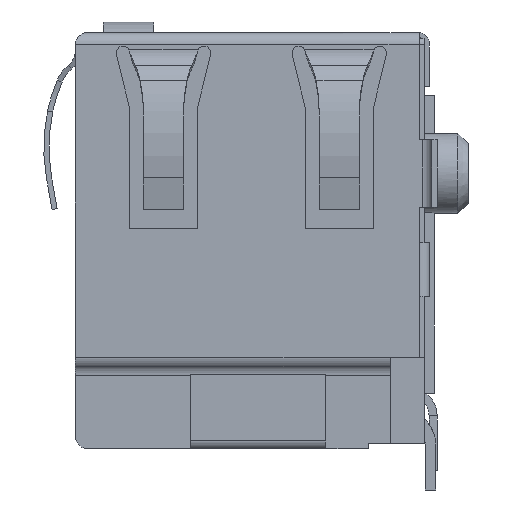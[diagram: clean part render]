
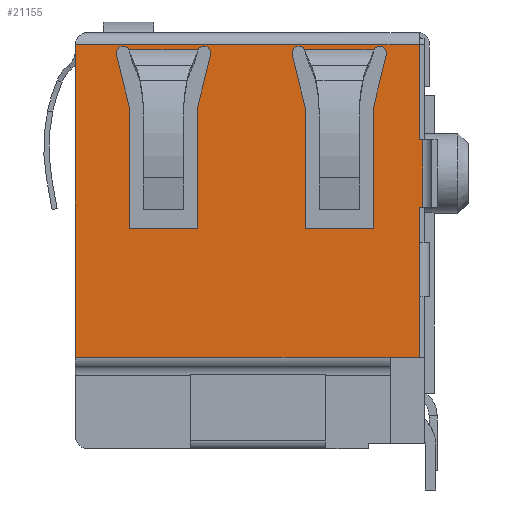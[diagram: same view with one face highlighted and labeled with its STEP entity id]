
A CAD part, left-side view. The second image highlights one B-rep face of the part: STEP entity #21155.
In plain terms, the highlighted planar face has unit normal (-1, 0, 0).
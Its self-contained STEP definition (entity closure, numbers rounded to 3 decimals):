
#76=DIRECTION('',(0.,0.,1.));
#77=VECTOR('',#76,11.74);
#78=CARTESIAN_POINT('',(-8.13,13.47,-12.19));
#79=LINE('',#78,#77);
#6876=DIRECTION('',(0.,-1.,0.));
#6877=VECTOR('',#6876,0.13);
#6878=CARTESIAN_POINT('',(-8.13,0.57,-6.56));
#6879=LINE('',#6878,#6877);
#6936=CARTESIAN_POINT('',(-8.13,5.089,-0.76));
#6937=DIRECTION('',(-1.,0.,0.));
#6938=DIRECTION('',(0.,-0.877,0.48));
#6939=AXIS2_PLACEMENT_3D('',#6936,#6937,#6938);
#6941=DIRECTION('',(0.,-0.237,-0.972));
#6942=VECTOR('',#6941,2.039);
#6943=CARTESIAN_POINT('',(-8.13,5.332,-0.819));
#6944=LINE('',#6943,#6942);
#6945=DIRECTION('',(0.,0.,-1.));
#6946=VECTOR('',#6945,4.57);
#6947=CARTESIAN_POINT('',(-8.13,4.849,-2.8));
#6948=LINE('',#6947,#6946);
#6949=DIRECTION('',(0.,-1.,0.));
#6950=VECTOR('',#6949,2.57);
#6951=CARTESIAN_POINT('',(-8.13,4.849,-7.37));
#6952=LINE('',#6951,#6950);
#6953=DIRECTION('',(0.,0.,1.));
#6954=VECTOR('',#6953,4.57);
#6955=CARTESIAN_POINT('',(-8.13,2.279,-7.37));
#6956=LINE('',#6955,#6954);
#6957=DIRECTION('',(0.,-0.237,0.972));
#6958=VECTOR('',#6957,2.039);
#6959=CARTESIAN_POINT('',(-8.13,2.279,-2.8));
#6960=LINE('',#6959,#6958);
#6961=CARTESIAN_POINT('',(-8.13,2.039,-0.76));
#6962=DIRECTION('',(-1.,0.,0.));
#6963=DIRECTION('',(0.,-0.972,-0.237));
#6964=AXIS2_PLACEMENT_3D('',#6961,#6962,#6963);
#6966=DIRECTION('',(0.,1.,0.));
#6967=VECTOR('',#6966,2.611);
#6968=CARTESIAN_POINT('',(-8.13,2.258,-0.64));
#6969=LINE('',#6968,#6967);
#6970=CARTESIAN_POINT('',(-8.13,11.689,-0.76));
#6971=DIRECTION('',(-1.,0.,0.));
#6972=DIRECTION('',(0.,-0.877,0.48));
#6973=AXIS2_PLACEMENT_3D('',#6970,#6971,#6972);
#6975=DIRECTION('',(0.,-0.237,-0.972));
#6976=VECTOR('',#6975,2.039);
#6977=CARTESIAN_POINT('',(-8.13,11.932,-0.819));
#6978=LINE('',#6977,#6976);
#6979=DIRECTION('',(0.,0.,-1.));
#6980=VECTOR('',#6979,4.57);
#6981=CARTESIAN_POINT('',(-8.13,11.449,-2.8));
#6982=LINE('',#6981,#6980);
#6983=DIRECTION('',(0.,-1.,0.));
#6984=VECTOR('',#6983,2.57);
#6985=CARTESIAN_POINT('',(-8.13,11.449,-7.37));
#6986=LINE('',#6985,#6984);
#6987=DIRECTION('',(0.,0.,1.));
#6988=VECTOR('',#6987,4.57);
#6989=CARTESIAN_POINT('',(-8.13,8.879,-7.37));
#6990=LINE('',#6989,#6988);
#6991=DIRECTION('',(0.,-0.237,0.972));
#6992=VECTOR('',#6991,2.039);
#6993=CARTESIAN_POINT('',(-8.13,8.879,-2.8));
#6994=LINE('',#6993,#6992);
#6995=CARTESIAN_POINT('',(-8.13,8.639,-0.76));
#6996=DIRECTION('',(-1.,0.,0.));
#6997=DIRECTION('',(0.,-0.972,-0.237));
#6998=AXIS2_PLACEMENT_3D('',#6995,#6996,#6997);
#7000=DIRECTION('',(0.,1.,0.));
#7001=VECTOR('',#7000,2.611);
#7002=CARTESIAN_POINT('',(-8.13,8.858,-0.64));
#7003=LINE('',#7002,#7001);
#7004=DIRECTION('',(0.,0.,1.));
#7005=VECTOR('',#7004,2.28);
#7006=CARTESIAN_POINT('',(-8.13,0.57,-12.19));
#7007=LINE('',#7006,#7005);
#7008=DIRECTION('',(0.,1.,0.));
#7009=VECTOR('',#7008,1.08);
#7010=CARTESIAN_POINT('',(-8.13,0.57,-12.19));
#7011=LINE('',#7010,#7009);
#7012=DIRECTION('',(0.,-1.,0.));
#7013=VECTOR('',#7012,11.82);
#7014=CARTESIAN_POINT('',(-8.13,13.47,-12.19));
#7015=LINE('',#7014,#7013);
#7016=DIRECTION('',(0.,0.,1.));
#7017=VECTOR('',#7016,3.57);
#7018=CARTESIAN_POINT('',(-8.13,0.57,-4.02));
#7019=LINE('',#7018,#7017);
#7020=DIRECTION('',(0.,0.,1.));
#7021=VECTOR('',#7020,1.32);
#7022=CARTESIAN_POINT('',(-8.13,0.57,-7.88));
#7023=LINE('',#7022,#7021);
#7024=DIRECTION('',(0.,0.,1.));
#7025=VECTOR('',#7024,2.03);
#7026=CARTESIAN_POINT('',(-8.13,0.57,-9.91));
#7027=LINE('',#7026,#7025);
#8198=DIRECTION('',(0.,-1.,0.));
#8199=VECTOR('',#8198,12.9);
#8200=CARTESIAN_POINT('',(-8.13,13.47,-0.45));
#8201=LINE('',#8200,#8199);
#8239=DIRECTION('',(0.,-1.,0.));
#8240=VECTOR('',#8239,0.13);
#8241=CARTESIAN_POINT('',(-8.13,0.57,-4.02));
#8242=LINE('',#8241,#8240);
#8293=DIRECTION('',(0.,0.,1.));
#8294=VECTOR('',#8293,2.54);
#8295=CARTESIAN_POINT('',(-8.13,0.44,-6.56));
#8296=LINE('',#8295,#8294);
#8867=CARTESIAN_POINT('',(-8.13,13.47,-12.19));
#8868=VERTEX_POINT('',#8867);
#8869=CARTESIAN_POINT('',(-8.13,13.47,-0.45));
#8871=VERTEX_POINT('',#8869);
#8975=CARTESIAN_POINT('',(-8.13,2.279,-7.37));
#8976=CARTESIAN_POINT('',(-8.13,2.279,-2.8));
#8977=VERTEX_POINT('',#8975);
#8978=VERTEX_POINT('',#8976);
#8979=CARTESIAN_POINT('',(-8.13,1.796,-0.819));
#8980=VERTEX_POINT('',#8979);
#8981=CARTESIAN_POINT('',(-8.13,5.332,-0.819));
#8982=CARTESIAN_POINT('',(-8.13,4.849,-2.8));
#8983=VERTEX_POINT('',#8981);
#8984=VERTEX_POINT('',#8982);
#8985=CARTESIAN_POINT('',(-8.13,4.849,-7.37));
#8986=VERTEX_POINT('',#8985);
#9047=CARTESIAN_POINT('',(-8.13,8.879,-7.37));
#9048=CARTESIAN_POINT('',(-8.13,8.879,-2.8));
#9049=VERTEX_POINT('',#9047);
#9050=VERTEX_POINT('',#9048);
#9051=CARTESIAN_POINT('',(-8.13,8.396,-0.819));
#9052=VERTEX_POINT('',#9051);
#9053=CARTESIAN_POINT('',(-8.13,11.932,-0.819));
#9054=CARTESIAN_POINT('',(-8.13,11.449,-2.8));
#9055=VERTEX_POINT('',#9053);
#9056=VERTEX_POINT('',#9054);
#9057=CARTESIAN_POINT('',(-8.13,11.449,-7.37));
#9058=VERTEX_POINT('',#9057);
#9165=CARTESIAN_POINT('',(-8.13,2.258,-0.64));
#9166=CARTESIAN_POINT('',(-8.13,4.87,-0.64));
#9167=VERTEX_POINT('',#9165);
#9168=VERTEX_POINT('',#9166);
#9300=CARTESIAN_POINT('',(-8.13,8.858,-0.64));
#9301=CARTESIAN_POINT('',(-8.13,11.47,-0.64));
#9302=VERTEX_POINT('',#9300);
#9303=VERTEX_POINT('',#9301);
#9493=CARTESIAN_POINT('',(-8.13,0.57,-0.45));
#9494=VERTEX_POINT('',#9493);
#9535=CARTESIAN_POINT('',(-8.13,1.65,-12.19));
#9536=VERTEX_POINT('',#9535);
#9537=CARTESIAN_POINT('',(-8.13,0.57,-12.19));
#9538=VERTEX_POINT('',#9537);
#9595=CARTESIAN_POINT('',(-8.13,0.57,-6.56));
#9597=VERTEX_POINT('',#9595);
#9603=CARTESIAN_POINT('',(-8.13,0.57,-4.02));
#9605=VERTEX_POINT('',#9603);
#9611=CARTESIAN_POINT('',(-8.13,0.44,-6.56));
#9612=VERTEX_POINT('',#9611);
#9613=CARTESIAN_POINT('',(-8.13,0.44,-4.02));
#9614=VERTEX_POINT('',#9613);
#11001=CARTESIAN_POINT('',(-8.13,0.57,-9.91));
#11002=CARTESIAN_POINT('',(-8.13,0.57,-7.88));
#11003=VERTEX_POINT('',#11001);
#11004=VERTEX_POINT('',#11002);
#21095=CARTESIAN_POINT('',(-8.13,13.47,-12.19));
#21096=DIRECTION('',(-1.,0.,0.));
#21097=DIRECTION('',(0.,0.,1.));
#21098=AXIS2_PLACEMENT_3D('',#21095,#21096,#21097);
#21099=PLANE('',#21098);
#21100=ORIENTED_EDGE('',*,*,#19905,.F.);
#21102=ORIENTED_EDGE('',*,*,#21101,.T.);
#21104=ORIENTED_EDGE('',*,*,#21103,.F.);
#21105=ORIENTED_EDGE('',*,*,#11400,.T.);
#21107=ORIENTED_EDGE('',*,*,#21106,.T.);
#21108=ORIENTED_EDGE('',*,*,#19921,.F.);
#21110=ORIENTED_EDGE('',*,*,#21109,.T.);
#21112=ORIENTED_EDGE('',*,*,#21111,.F.);
#21113=ORIENTED_EDGE('',*,*,#21056,.F.);
#21114=ORIENTED_EDGE('',*,*,#19913,.F.);
#21116=ORIENTED_EDGE('',*,*,#21115,.F.);
#21117=EDGE_LOOP('',(#21100,#21102,#21104,#21105,#21107,#21108,#21110,#21112,
#21113,#21114,#21116));
#21118=FACE_OUTER_BOUND('',#21117,.F.);
#21120=ORIENTED_EDGE('',*,*,#21119,.T.);
#21122=ORIENTED_EDGE('',*,*,#21121,.T.);
#21124=ORIENTED_EDGE('',*,*,#21123,.T.);
#21126=ORIENTED_EDGE('',*,*,#21125,.T.);
#21128=ORIENTED_EDGE('',*,*,#21127,.T.);
#21130=ORIENTED_EDGE('',*,*,#21129,.T.);
#21132=ORIENTED_EDGE('',*,*,#21131,.T.);
#21134=ORIENTED_EDGE('',*,*,#21133,.T.);
#21135=EDGE_LOOP('',(#21120,#21122,#21124,#21126,#21128,#21130,#21132,#21134));
#21136=FACE_BOUND('',#21135,.F.);
#21138=ORIENTED_EDGE('',*,*,#21137,.T.);
#21140=ORIENTED_EDGE('',*,*,#21139,.T.);
#21142=ORIENTED_EDGE('',*,*,#21141,.T.);
#21144=ORIENTED_EDGE('',*,*,#21143,.T.);
#21146=ORIENTED_EDGE('',*,*,#21145,.T.);
#21148=ORIENTED_EDGE('',*,*,#21147,.T.);
#21150=ORIENTED_EDGE('',*,*,#21149,.T.);
#21152=ORIENTED_EDGE('',*,*,#21151,.T.);
#21153=EDGE_LOOP('',(#21138,#21140,#21142,#21144,#21146,#21148,#21150,#21152));
#21154=FACE_BOUND('',#21153,.F.);
#21155=ADVANCED_FACE('',(#21118,#21136,#21154),#21099,.T.);
#6940=CIRCLE('',#6939,0.25);
#6965=CIRCLE('',#6964,0.25);
#6974=CIRCLE('',#6973,0.25);
#6999=CIRCLE('',#6998,0.25);
#11400=EDGE_CURVE('',#8868,#8871,#79,.T.);
#19905=EDGE_CURVE('',#9538,#11003,#7007,.T.);
#19913=EDGE_CURVE('',#11004,#9597,#7023,.T.);
#19921=EDGE_CURVE('',#9605,#9494,#7019,.T.);
#21056=EDGE_CURVE('',#9597,#9612,#6879,.T.);
#21101=EDGE_CURVE('',#9538,#9536,#7011,.T.);
#21103=EDGE_CURVE('',#8868,#9536,#7015,.T.);
#21106=EDGE_CURVE('',#8871,#9494,#8201,.T.);
#21109=EDGE_CURVE('',#9605,#9614,#8242,.T.);
#21111=EDGE_CURVE('',#9612,#9614,#8296,.T.);
#21115=EDGE_CURVE('',#11003,#11004,#7027,.T.);
#21119=EDGE_CURVE('',#9168,#8983,#6940,.T.);
#21121=EDGE_CURVE('',#8983,#8984,#6944,.T.);
#21123=EDGE_CURVE('',#8984,#8986,#6948,.T.);
#21125=EDGE_CURVE('',#8986,#8977,#6952,.T.);
#21127=EDGE_CURVE('',#8977,#8978,#6956,.T.);
#21129=EDGE_CURVE('',#8978,#8980,#6960,.T.);
#21131=EDGE_CURVE('',#8980,#9167,#6965,.T.);
#21133=EDGE_CURVE('',#9167,#9168,#6969,.T.);
#21137=EDGE_CURVE('',#9303,#9055,#6974,.T.);
#21139=EDGE_CURVE('',#9055,#9056,#6978,.T.);
#21141=EDGE_CURVE('',#9056,#9058,#6982,.T.);
#21143=EDGE_CURVE('',#9058,#9049,#6986,.T.);
#21145=EDGE_CURVE('',#9049,#9050,#6990,.T.);
#21147=EDGE_CURVE('',#9050,#9052,#6994,.T.);
#21149=EDGE_CURVE('',#9052,#9302,#6999,.T.);
#21151=EDGE_CURVE('',#9302,#9303,#7003,.T.);
